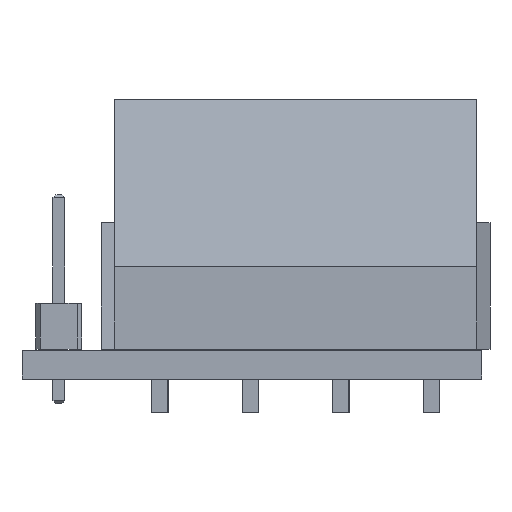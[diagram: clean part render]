
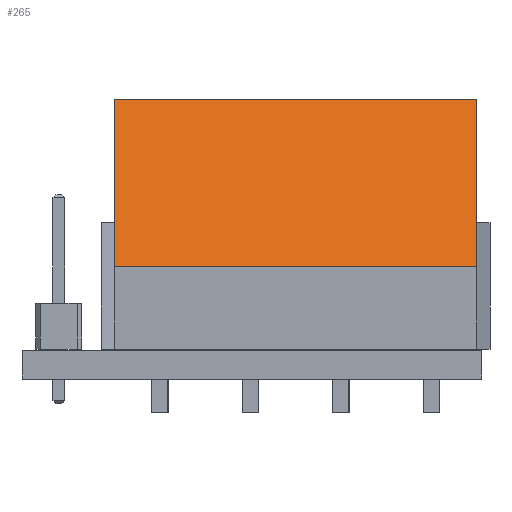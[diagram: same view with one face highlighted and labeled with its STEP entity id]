
A CAD part, front view. The second image highlights one B-rep face of the part: STEP entity #265.
In plain terms, the highlighted face is planar.
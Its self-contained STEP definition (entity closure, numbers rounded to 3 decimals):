
#141 = VERTEX_POINT('',#142);
#142 = CARTESIAN_POINT('',(-2.5,5.2,4.57));
#148 = EDGE_CURVE('',#149,#141,#151,.T.);
#149 = VERTEX_POINT('',#150);
#150 = CARTESIAN_POINT('',(-2.5,2.2,13.8));
#151 = LINE('',#152,#153);
#152 = CARTESIAN_POINT('',(-2.5,2.2,13.8));
#153 = VECTOR('',#154,1.);
#154 = DIRECTION('',(0.,0.309,-0.951));
#202 = EDGE_CURVE('',#149,#203,#205,.T.);
#203 = VERTEX_POINT('',#204);
#204 = CARTESIAN_POINT('',(17.5,2.2,13.8));
#205 = LINE('',#206,#207);
#206 = CARTESIAN_POINT('',(-2.5,2.2,13.8));
#207 = VECTOR('',#208,1.);
#208 = DIRECTION('',(1.,0.,0.));
#265 = ADVANCED_FACE('',(#266),#284,.T.);
#266 = FACE_BOUND('',#267,.T.);
#267 = EDGE_LOOP('',(#268,#269,#277,#283));
#268 = ORIENTED_EDGE('',*,*,#202,.T.);
#269 = ORIENTED_EDGE('',*,*,#270,.T.);
#270 = EDGE_CURVE('',#203,#271,#273,.T.);
#271 = VERTEX_POINT('',#272);
#272 = CARTESIAN_POINT('',(17.5,5.2,4.57));
#273 = LINE('',#274,#275);
#274 = CARTESIAN_POINT('',(17.5,2.2,13.8));
#275 = VECTOR('',#276,1.);
#276 = DIRECTION('',(0.,0.309,-0.951));
#277 = ORIENTED_EDGE('',*,*,#278,.F.);
#278 = EDGE_CURVE('',#141,#271,#279,.T.);
#279 = LINE('',#280,#281);
#280 = CARTESIAN_POINT('',(-2.5,5.2,4.57));
#281 = VECTOR('',#282,1.);
#282 = DIRECTION('',(1.,0.,0.));
#283 = ORIENTED_EDGE('',*,*,#148,.F.);
#284 = PLANE('',#285);
#285 = AXIS2_PLACEMENT_3D('',#286,#287,#288);
#286 = CARTESIAN_POINT('',(-2.5,2.2,13.8));
#287 = DIRECTION('',(0.,0.951,0.309));
#288 = DIRECTION('',(0.,0.309,-0.951));
